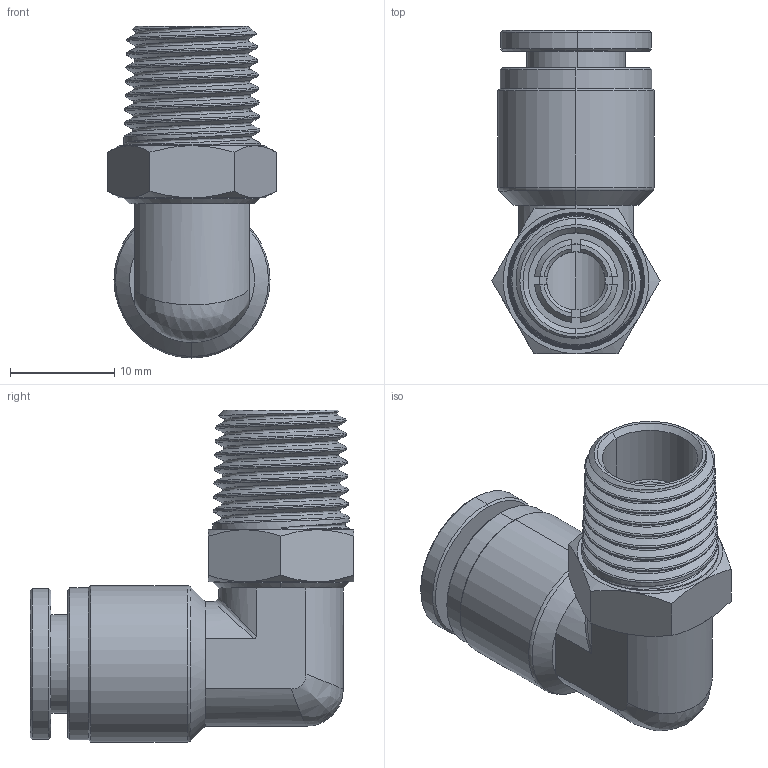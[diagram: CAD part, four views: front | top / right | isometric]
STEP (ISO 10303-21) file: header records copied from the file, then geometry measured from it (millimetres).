
FILE_DESCRIPTION (( 'STEP AP214' ), '1' );
FILE_NAME ('MES8R1-4W.STEP', '2018-07-20T16:55:11', ( '' ), ( '' ), 'SwSTEP 2.0', 'SolidWorks 2016', '' );
FILE_SCHEMA (( 'AUTOMOTIVE_DESIGN' ));
Length unit declared in the file: millimetre
Products named in the file (1): MES8R1-4W
Bounding box: 16.17 x 31.1 x 31.9 mm (x, y, z)
Volume: 4035.7 mm3; surface area: 6435.7 mm2
Topology: 7 solids, 7 shells, 522 faces, 1416 edges, 917 vertices
Faces by surface type: plane 202, cone 171, cylinder 89, bspline 56, torus 4
Entity records: 29389 total; most frequent: CARTESIAN_POINT 11274, ORIENTED_EDGE 2828, DIRECTION 2274, EDGE_CURVE 1414, AXIS2_PLACEMENT_3D 919, VERTEX_POINT 917, EDGE_LOOP 547, UNCERTAINTY_MEASURE_WITH_UNIT 531
